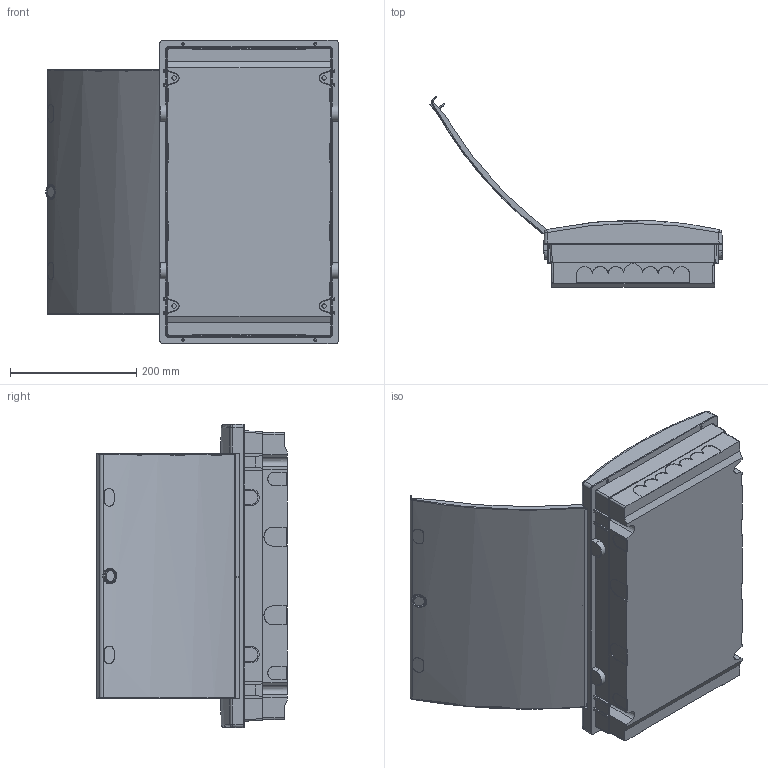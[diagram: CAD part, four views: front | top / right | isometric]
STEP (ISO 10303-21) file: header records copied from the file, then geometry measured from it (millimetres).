
FILE_DESCRIPTION(/* description */ ('Unknown'),/* implementation_level */ '2;1');
FILE_NAME(/* name */ 'ECM_36_PO_Media_Empty',/* time_stamp */ '2020-05-22T08:49:16+02:00',/* author */ ('Unknown'),/* organization */ ('Unknown'),/* preprocessor_version */ 'ST-DEVELOPER v16.7',/* originating_system */ 'DEX',/* authorisation */ $);
FILE_SCHEMA (('AUTOMOTIVE_DESIGN {1 0 10303 214 3 1 1}'));
Length unit declared in the file: millimetre
Products named in the file (6): ECM_36_PO_Media_Empty; Bottom_ECM_36; Front_ECM_36; Pin; Door_ECT_36; ETI LOGO
Assembly tree (8 placements, depth 2):
  ECM_36_PO_Media_Empty
    Bottom_ECM_36
    Front_ECM_36
    Pin  x4
    Door_ECT_36
    ETI LOGO
Bounding box: 464.1 x 302.44 x 481.8 mm (x, y, z)
Volume: 963381.7 mm3; surface area: 969747.6 mm2
Topology: 10 solids, 10 shells, 946 faces, 2551 edges, 1681 vertices
Faces by surface type: plane 644, cylinder 236, cone 48, bspline 10, sphere 8
Full cylindrical faces by diameter (mm): 4 x9, 4.3 x4, 6 x2, 7 x4, 12.2 x4
Entity records: 28713 total; most frequent: CARTESIAN_POINT 5721, ORIENTED_EDGE 4378, DIRECTION 4018, EDGE_CURVE 2189, LINE 1618, VECTOR 1618, VERTEX_POINT 1460, AXIS2_PLACEMENT_3D 1200
